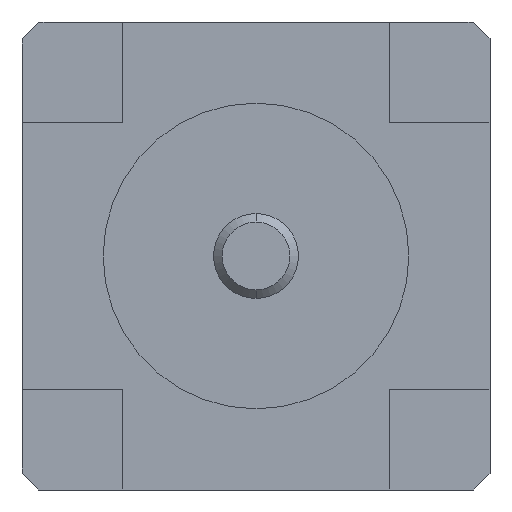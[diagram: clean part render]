
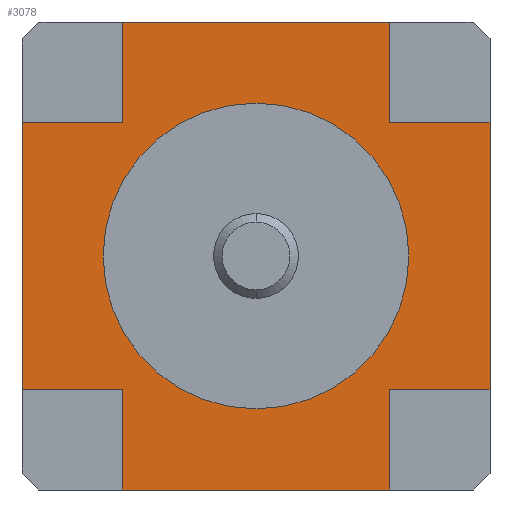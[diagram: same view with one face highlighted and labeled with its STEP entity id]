
A CAD part, front view. The second image highlights one B-rep face of the part: STEP entity #3078.
In plain terms, the highlighted planar face has unit normal (0, -1, 0).
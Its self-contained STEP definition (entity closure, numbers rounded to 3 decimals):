
#47 = VERTEX_POINT ( 'NONE', #2020 ) ;
#87 = VERTEX_POINT ( 'NONE', #2751 ) ;
#163 = CARTESIAN_POINT ( 'NONE',  ( 2., 1., 3.5 ) ) ;
#176 = LINE ( 'NONE', #1038, #2498 ) ;
#185 = ORIENTED_EDGE ( 'NONE', *, *, #3865, .T. ) ;
#210 = EDGE_CURVE ( 'NONE', #2874, #1641, #176, .T. ) ;
#219 = AXIS2_PLACEMENT_3D ( 'NONE', #3629, #4265, #1655 ) ;
#224 = LINE ( 'NONE', #1627, #4151 ) ;
#259 = EDGE_CURVE ( 'NONE', #819, #3906, #224, .T. ) ;
#260 = PLANE ( 'NONE',  #3241 ) ;
#320 = CARTESIAN_POINT ( 'NONE',  ( 2., 1., -2. ) ) ;
#339 = CARTESIAN_POINT ( 'NONE',  ( -3.5, 1., 2. ) ) ;
#410 = VECTOR ( 'NONE', #1605, 1000. ) ;
#454 = DIRECTION ( 'NONE',  ( 0., 0., 1. ) ) ;
#504 = VERTEX_POINT ( 'NONE', #4063 ) ;
#520 = CARTESIAN_POINT ( 'NONE',  ( 2., 1., 2. ) ) ;
#622 = CARTESIAN_POINT ( 'NONE',  ( 2., 1., 2. ) ) ;
#743 = ORIENTED_EDGE ( 'NONE', *, *, #963, .T. ) ;
#798 = DIRECTION ( 'NONE',  ( -1., 0., 0. ) ) ;
#807 = CARTESIAN_POINT ( 'NONE',  ( -2., 1., -3.5 ) ) ;
#815 = ORIENTED_EDGE ( 'NONE', *, *, #2143, .T. ) ;
#819 = VERTEX_POINT ( 'NONE', #320 ) ;
#828 = LINE ( 'NONE', #1888, #3625 ) ;
#940 = LINE ( 'NONE', #3835, #1086 ) ;
#963 = EDGE_CURVE ( 'NONE', #1641, #504, #1042, .T. ) ;
#979 = VECTOR ( 'NONE', #454, 1000. ) ;
#982 = FACE_OUTER_BOUND ( 'NONE', #1371, .T. ) ;
#1038 = CARTESIAN_POINT ( 'NONE',  ( -3.5, 1., 2. ) ) ;
#1042 = LINE ( 'NONE', #2642, #1714 ) ;
#1086 = VECTOR ( 'NONE', #2804, 1000. ) ;
#1132 = VECTOR ( 'NONE', #1748, 1000. ) ;
#1231 = ORIENTED_EDGE ( 'NONE', *, *, #2970, .T. ) ;
#1232 = EDGE_CURVE ( 'NONE', #2956, #3569, #2189, .T. ) ;
#1295 = DIRECTION ( 'NONE',  ( 0., 0., -1. ) ) ;
#1362 = ORIENTED_EDGE ( 'NONE', *, *, #1386, .F. ) ;
#1371 = EDGE_LOOP ( 'NONE', ( #743, #2623, #4094, #3654, #1457, #4156, #2621, #1231, #185, #2677, #815, #2825 ) ) ;
#1386 = EDGE_CURVE ( 'NONE', #3569, #2956, #3120, .T. ) ;
#1426 = VERTEX_POINT ( 'NONE', #520 ) ;
#1457 = ORIENTED_EDGE ( 'NONE', *, *, #259, .T. ) ;
#1478 = CARTESIAN_POINT ( 'NONE',  ( -3.5, 1., -2. ) ) ;
#1541 = ORIENTED_EDGE ( 'NONE', *, *, #1232, .F. ) ;
#1605 = DIRECTION ( 'NONE',  ( -1., 0., 0. ) ) ;
#1627 = CARTESIAN_POINT ( 'NONE',  ( 2., 1., -2. ) ) ;
#1641 = VERTEX_POINT ( 'NONE', #1478 ) ;
#1655 = DIRECTION ( 'NONE',  ( 0., 0., -1. ) ) ;
#1656 = LINE ( 'NONE', #2238, #2852 ) ;
#1714 = VECTOR ( 'NONE', #1969, 1000. ) ;
#1748 = DIRECTION ( 'NONE',  ( 0., 0., 1. ) ) ;
#1862 = CARTESIAN_POINT ( 'NONE',  ( -2., 1., -3.5 ) ) ;
#1865 = LINE ( 'NONE', #2350, #1132 ) ;
#1888 = CARTESIAN_POINT ( 'NONE',  ( -2., 1., -2. ) ) ;
#1969 = DIRECTION ( 'NONE',  ( 1., 0., 0. ) ) ;
#2020 = CARTESIAN_POINT ( 'NONE',  ( 3.5, 1., 2. ) ) ;
#2067 = AXIS2_PLACEMENT_3D ( 'NONE', #3131, #3417, #2121 ) ;
#2070 = DIRECTION ( 'NONE',  ( -1., 0., 0. ) ) ;
#2100 = VERTEX_POINT ( 'NONE', #163 ) ;
#2121 = DIRECTION ( 'NONE',  ( 0., 0., -1. ) ) ;
#2143 = EDGE_CURVE ( 'NONE', #87, #2874, #3315, .T. ) ;
#2189 = CIRCLE ( 'NONE', #2067, 2.286 ) ;
#2238 = CARTESIAN_POINT ( 'NONE',  ( -2., 1., 2. ) ) ;
#2256 = CARTESIAN_POINT ( 'NONE',  ( 0., 1., 0. ) ) ;
#2350 = CARTESIAN_POINT ( 'NONE',  ( 2., 1., -2. ) ) ;
#2359 = VERTEX_POINT ( 'NONE', #807 ) ;
#2470 = CARTESIAN_POINT ( 'NONE',  ( -2., 1., 2. ) ) ;
#2498 = VECTOR ( 'NONE', #1295, 1000. ) ;
#2563 = DIRECTION ( 'NONE',  ( 0., 0., -1. ) ) ;
#2567 = DIRECTION ( 'NONE',  ( 1., 0., 0. ) ) ;
#2585 = LINE ( 'NONE', #622, #410 ) ;
#2586 = DIRECTION ( 'NONE',  ( 0., -1., 0. ) ) ;
#2613 = EDGE_CURVE ( 'NONE', #2866, #87, #1656, .T. ) ;
#2615 = EDGE_LOOP ( 'NONE', ( #1541, #1362 ) ) ;
#2621 = ORIENTED_EDGE ( 'NONE', *, *, #3750, .T. ) ;
#2623 = ORIENTED_EDGE ( 'NONE', *, *, #4047, .T. ) ;
#2642 = CARTESIAN_POINT ( 'NONE',  ( -2., 1., -2. ) ) ;
#2677 = ORIENTED_EDGE ( 'NONE', *, *, #2613, .T. ) ;
#2680 = LINE ( 'NONE', #3475, #979 ) ;
#2723 = CARTESIAN_POINT ( 'NONE',  ( 3.5, 1., -2. ) ) ;
#2740 = CARTESIAN_POINT ( 'NONE',  ( -2., 1., 3.5 ) ) ;
#2751 = CARTESIAN_POINT ( 'NONE',  ( -2., 1., 2. ) ) ;
#2759 = CARTESIAN_POINT ( 'NONE',  ( 0., 1., -2.286 ) ) ;
#2804 = DIRECTION ( 'NONE',  ( 0., 0., 1. ) ) ;
#2825 = ORIENTED_EDGE ( 'NONE', *, *, #210, .T. ) ;
#2852 = VECTOR ( 'NONE', #3584, 1000. ) ;
#2866 = VERTEX_POINT ( 'NONE', #3419 ) ;
#2874 = VERTEX_POINT ( 'NONE', #339 ) ;
#2891 = LINE ( 'NONE', #1862, #4025 ) ;
#2956 = VERTEX_POINT ( 'NONE', #2759 ) ;
#2970 = EDGE_CURVE ( 'NONE', #1426, #2100, #940, .T. ) ;
#3047 = VECTOR ( 'NONE', #2070, 1000. ) ;
#3078 = ADVANCED_FACE ( 'NONE', ( #4234, #982 ), #260, .T. ) ;
#3120 = CIRCLE ( 'NONE', #219, 2.286 ) ;
#3131 = CARTESIAN_POINT ( 'NONE',  ( 0., 1., 0. ) ) ;
#3222 = VECTOR ( 'NONE', #798, 1000. ) ;
#3241 = AXIS2_PLACEMENT_3D ( 'NONE', #2256, #2586, #3667 ) ;
#3315 = LINE ( 'NONE', #2470, #3222 ) ;
#3359 = EDGE_CURVE ( 'NONE', #2359, #3818, #2891, .T. ) ;
#3417 = DIRECTION ( 'NONE',  ( 0., -1., 0. ) ) ;
#3419 = CARTESIAN_POINT ( 'NONE',  ( -2., 1., 3.5 ) ) ;
#3475 = CARTESIAN_POINT ( 'NONE',  ( 3.5, 1., 2. ) ) ;
#3569 = VERTEX_POINT ( 'NONE', #3902 ) ;
#3584 = DIRECTION ( 'NONE',  ( 0., 0., -1. ) ) ;
#3595 = CARTESIAN_POINT ( 'NONE',  ( 2., 1., -3.5 ) ) ;
#3625 = VECTOR ( 'NONE', #2563, 1000. ) ;
#3629 = CARTESIAN_POINT ( 'NONE',  ( 0., 1., 0. ) ) ;
#3654 = ORIENTED_EDGE ( 'NONE', *, *, #4130, .T. ) ;
#3667 = DIRECTION ( 'NONE',  ( 0., 0., -1. ) ) ;
#3720 = LINE ( 'NONE', #2740, #3047 ) ;
#3750 = EDGE_CURVE ( 'NONE', #47, #1426, #2585, .T. ) ;
#3818 = VERTEX_POINT ( 'NONE', #3595 ) ;
#3835 = CARTESIAN_POINT ( 'NONE',  ( 2., 1., 2. ) ) ;
#3865 = EDGE_CURVE ( 'NONE', #2100, #2866, #3720, .T. ) ;
#3902 = CARTESIAN_POINT ( 'NONE',  ( 0., 1., 2.286 ) ) ;
#3906 = VERTEX_POINT ( 'NONE', #2723 ) ;
#3936 = DIRECTION ( 'NONE',  ( 1., 0., 0. ) ) ;
#4025 = VECTOR ( 'NONE', #2567, 1000. ) ;
#4047 = EDGE_CURVE ( 'NONE', #504, #2359, #828, .T. ) ;
#4063 = CARTESIAN_POINT ( 'NONE',  ( -2., 1., -2. ) ) ;
#4094 = ORIENTED_EDGE ( 'NONE', *, *, #3359, .T. ) ;
#4130 = EDGE_CURVE ( 'NONE', #3818, #819, #1865, .T. ) ;
#4151 = VECTOR ( 'NONE', #3936, 1000. ) ;
#4156 = ORIENTED_EDGE ( 'NONE', *, *, #4190, .T. ) ;
#4190 = EDGE_CURVE ( 'NONE', #3906, #47, #2680, .T. ) ;
#4234 = FACE_BOUND ( 'NONE', #2615, .T. ) ;
#4265 = DIRECTION ( 'NONE',  ( 0., -1., 0. ) ) ;
